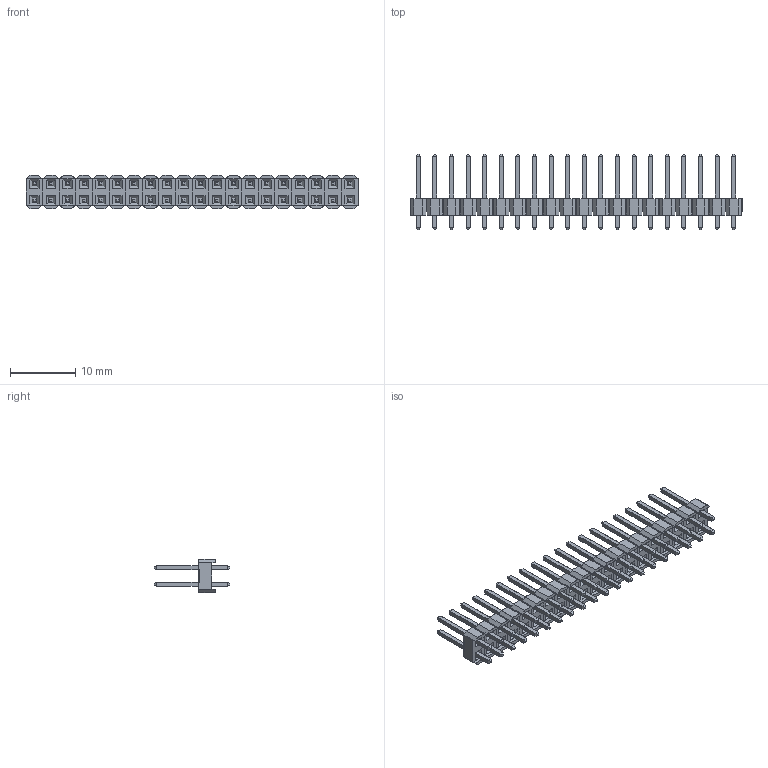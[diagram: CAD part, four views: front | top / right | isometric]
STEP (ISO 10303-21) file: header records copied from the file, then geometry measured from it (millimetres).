
FILE_DESCRIPTION (( 'STEP AP214' ), '1' );
FILE_NAME ('header-2.54-2x20.STEP', '2022-07-23T09:30:31', ( '' ), ( '' ), 'SwSTEP 2.0', 'SolidWorks 2022', '' );
FILE_SCHEMA (( 'AUTOMOTIVE_DESIGN' ));
Length unit declared in the file: millimetre
Products named in the file (3): header-2.54-pin; header-2.54-body2; header-2.54-2x20
Assembly tree (60 placements, depth 2):
  header-2.54-2x20
    header-2.54-body2  x20
    header-2.54-pin  x40
Bounding box: 50.8 x 11.5 x 5.08 mm (x, y, z)
Volume: 644.3 mm3; surface area: 2471.2 mm2
Topology: 60 solids, 60 shells, 3400 faces, 7960 edges, 4640 vertices
Faces by surface type: cylinder 1440, plane 1400, sphere 480, torus 80
Entity records: 4146 total; most frequent: CARTESIAN_POINT 763, DIRECTION 726, ORIENTED_EDGE 600, EDGE_CURVE 300, AXIS2_PLACEMENT_3D 267, VECTOR 192, LINE 192, VERTEX_POINT 176
